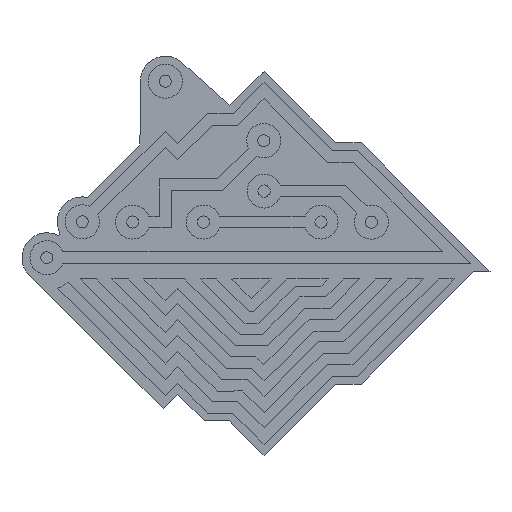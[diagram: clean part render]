
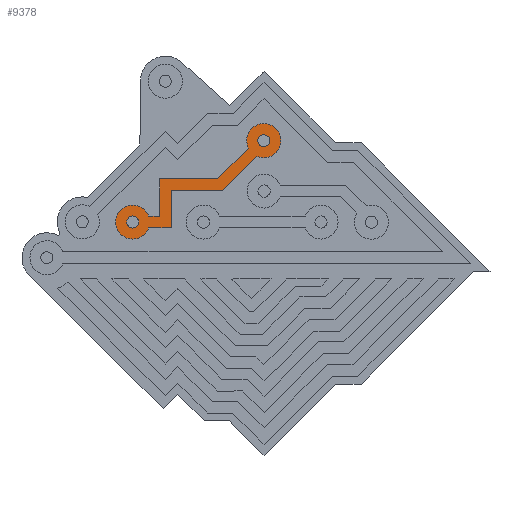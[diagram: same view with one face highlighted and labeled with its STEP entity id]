
A CAD part, top view. The second image highlights one B-rep face of the part: STEP entity #9378.
In plain terms, the highlighted planar face has unit normal (0, 0, 1).
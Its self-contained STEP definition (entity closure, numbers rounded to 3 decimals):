
#273=FACE_BOUND('',#1655,.T.);
#274=FACE_BOUND('',#1656,.T.);
#641=PLANE('',#9935);
#1120=FACE_OUTER_BOUND('',#1654,.T.);
#1654=EDGE_LOOP('',(#8491,#8492,#8493,#8494,#8495,#8496,#8497,#8498,#8499,
#8500,#8501));
#1655=EDGE_LOOP('',(#8502));
#1656=EDGE_LOOP('',(#8503));
#2634=LINE('',#15088,#3738);
#2638=LINE('',#15096,#3742);
#2641=LINE('',#15102,#3745);
#2644=LINE('',#15108,#3748);
#2648=LINE('',#15120,#3752);
#2651=LINE('',#15126,#3755);
#2654=LINE('',#15132,#3758);
#2657=LINE('',#15138,#3761);
#2661=LINE('',#15149,#3765);
#3738=VECTOR('',#11762,10.);
#3742=VECTOR('',#11768,10.);
#3745=VECTOR('',#11773,10.);
#3748=VECTOR('',#11778,10.);
#3752=VECTOR('',#11790,10.);
#3755=VECTOR('',#11795,10.);
#3758=VECTOR('',#11800,10.);
#3761=VECTOR('',#11805,10.);
#3765=VECTOR('',#11817,10.);
#4017=CIRCLE('',#9915,3.806);
#4019=CIRCLE('',#9918,3.806);
#4020=CIRCLE('',#9924,10.768);
#4022=CIRCLE('',#9931,10.701);
#4744=VERTEX_POINT('',#15076);
#4746=VERTEX_POINT('',#15082);
#4747=VERTEX_POINT('',#15086);
#4748=VERTEX_POINT('',#15087);
#4751=VERTEX_POINT('',#15095);
#4753=VERTEX_POINT('',#15101);
#4755=VERTEX_POINT('',#15107);
#4757=VERTEX_POINT('',#15113);
#4759=VERTEX_POINT('',#15119);
#4761=VERTEX_POINT('',#15125);
#4763=VERTEX_POINT('',#15131);
#4765=VERTEX_POINT('',#15137);
#4767=VERTEX_POINT('',#15143);
#6000=EDGE_CURVE('',#4744,#4744,#4017,.F.);
#6003=EDGE_CURVE('',#4746,#4746,#4019,.F.);
#6004=EDGE_CURVE('',#4747,#4748,#2634,.T.);
#6008=EDGE_CURVE('',#4748,#4751,#2638,.T.);
#6011=EDGE_CURVE('',#4751,#4753,#2641,.T.);
#6014=EDGE_CURVE('',#4753,#4755,#2644,.T.);
#6017=EDGE_CURVE('',#4757,#4755,#4020,.T.);
#6020=EDGE_CURVE('',#4757,#4759,#2648,.T.);
#6023=EDGE_CURVE('',#4759,#4761,#2651,.T.);
#6026=EDGE_CURVE('',#4761,#4763,#2654,.T.);
#6029=EDGE_CURVE('',#4763,#4765,#2657,.T.);
#6032=EDGE_CURVE('',#4767,#4765,#4022,.T.);
#6035=EDGE_CURVE('',#4767,#4747,#2661,.T.);
#8491=ORIENTED_EDGE('',*,*,#6035,.T.);
#8492=ORIENTED_EDGE('',*,*,#6004,.T.);
#8493=ORIENTED_EDGE('',*,*,#6008,.T.);
#8494=ORIENTED_EDGE('',*,*,#6011,.T.);
#8495=ORIENTED_EDGE('',*,*,#6014,.T.);
#8496=ORIENTED_EDGE('',*,*,#6017,.F.);
#8497=ORIENTED_EDGE('',*,*,#6020,.T.);
#8498=ORIENTED_EDGE('',*,*,#6023,.T.);
#8499=ORIENTED_EDGE('',*,*,#6026,.T.);
#8500=ORIENTED_EDGE('',*,*,#6029,.T.);
#8501=ORIENTED_EDGE('',*,*,#6032,.F.);
#8502=ORIENTED_EDGE('',*,*,#6003,.F.);
#8503=ORIENTED_EDGE('',*,*,#6000,.F.);
#9378=ADVANCED_FACE('',(#1120,#273,#274),#641,.F.);
#9915=AXIS2_PLACEMENT_3D('',#15078,#11751,#11752);
#9918=AXIS2_PLACEMENT_3D('',#15084,#11758,#11759);
#9924=AXIS2_PLACEMENT_3D('',#15114,#11783,#11784);
#9931=AXIS2_PLACEMENT_3D('',#15144,#11810,#11811);
#9935=AXIS2_PLACEMENT_3D('',#15152,#11821,#11822);
#11751=DIRECTION('center_axis',(0.,0.,-1.));
#11752=DIRECTION('ref_axis',(-1.,0.,0.));
#11758=DIRECTION('center_axis',(0.,0.,-1.));
#11759=DIRECTION('ref_axis',(-1.,0.,0.));
#11762=DIRECTION('',(0.,1.,0.));
#11768=DIRECTION('',(1.,0.,0.));
#11773=DIRECTION('',(0.707,0.707,0.));
#11778=DIRECTION('',(0.707,0.707,0.));
#11783=DIRECTION('center_axis',(0.,0.,-1.));
#11784=DIRECTION('ref_axis',(-1.,0.,0.));
#11790=DIRECTION('',(-0.707,-0.707,0.));
#11795=DIRECTION('',(-1.,-0.004,0.));
#11800=DIRECTION('',(-0.006,-1.,0.));
#11805=DIRECTION('',(-1.,0.,0.));
#11810=DIRECTION('center_axis',(0.,0.,-1.));
#11811=DIRECTION('ref_axis',(-1.,0.,0.));
#11817=DIRECTION('',(1.,0.,0.));
#11821=DIRECTION('center_axis',(0.,0.,-1.));
#11822=DIRECTION('ref_axis',(-1.,0.,0.));
#15076=CARTESIAN_POINT('',(59.336,250.811,0.));
#15078=CARTESIAN_POINT('Origin',(55.531,250.811,0.));
#15082=CARTESIAN_POINT('',(141.802,301.986,0.));
#15084=CARTESIAN_POINT('Origin',(137.996,301.986,0.));
#15086=CARTESIAN_POINT('',(79.8,247.081,0.));
#15087=CARTESIAN_POINT('',(79.8,270.584,0.));
#15088=CARTESIAN_POINT('',(79.8,258.832,0.));
#15095=CARTESIAN_POINT('',(112.011,270.584,0.));
#15096=CARTESIAN_POINT('',(95.905,270.584,0.));
#15101=CARTESIAN_POINT('',(122.802,281.372,0.));
#15102=CARTESIAN_POINT('',(112.011,270.584,0.));
#15107=CARTESIAN_POINT('',(133.593,292.16,0.));
#15108=CARTESIAN_POINT('',(122.802,281.372,0.));
#15113=CARTESIAN_POINT('',(128.275,297.356,0.));
#15114=CARTESIAN_POINT('Origin',(137.996,301.986,0.));
#15119=CARTESIAN_POINT('',(108.978,278.053,0.));
#15120=CARTESIAN_POINT('',(118.627,287.704,0.));
#15125=CARTESIAN_POINT('',(72.473,277.911,0.));
#15126=CARTESIAN_POINT('',(90.726,277.982,0.));
#15131=CARTESIAN_POINT('',(72.329,254.546,0.));
#15132=CARTESIAN_POINT('',(72.401,266.228,0.));
#15137=CARTESIAN_POINT('',(65.559,254.546,0.));
#15138=CARTESIAN_POINT('',(68.944,254.546,0.));
#15143=CARTESIAN_POINT('',(65.56,247.079,0.));
#15144=CARTESIAN_POINT('Origin',(55.531,250.811,0.));
#15149=CARTESIAN_POINT('',(65.56,247.079,0.));
#15152=CARTESIAN_POINT('Origin',(96.797,276.432,0.));
